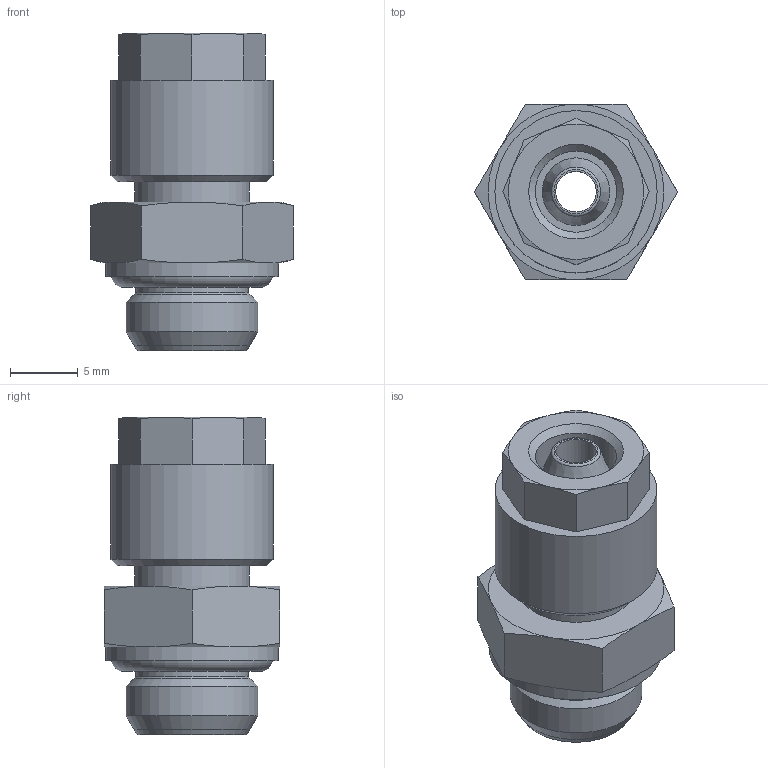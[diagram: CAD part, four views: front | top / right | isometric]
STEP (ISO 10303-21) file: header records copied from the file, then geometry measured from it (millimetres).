
FILE_DESCRIPTION(/* description */ (''),/* implementation_level */ '2;1');
FILE_NAME(/* name */ 'ck_184_msv.stp',/* time_stamp */ '2017-09-22T08:04:00+02:00',/* author */ ('Hamoud'),/* organization */ (''),/* preprocessor_version */ 'ST-DEVELOPER v15.6',/* originating_system */ 'Autodesk Inventor LT ',/* authorisation */ '');
FILE_SCHEMA (('AUTOMOTIVE_DESIGN { 1 0 10303 214 3 1 1 }'));
Length unit declared in the file: millimetre
Products named in the file (1): 10209_301Z_OR_6-4_1-8_06.03.17
Bounding box: 15.01 x 13 x 23.5 mm (x, y, z)
Volume: 2017 mm3; surface area: 3243.5 mm2
Topology: 6 solids, 6 shells, 87 faces, 201 edges, 127 vertices
Faces by surface type: cone 37, plane 27, cylinder 18, torus 5
Full cylindrical faces by diameter (mm): 3 x1, 4.5 x1, 5.5 x1, 6 x1, 8.3 x1, 8.5 x1, 8.566 x2, 8.773 x4, 9.728 x1, 10 x3, 12 x1, 12.8 x1
Entity records: 2295 total; most frequent: CARTESIAN_POINT 543, DIRECTION 354, ORIENTED_EDGE 292, AXIS2_PLACEMENT_3D 160, EDGE_CURVE 146, EDGE_LOOP 139, VERTEX_POINT 111, FACE_OUTER_BOUND 87
